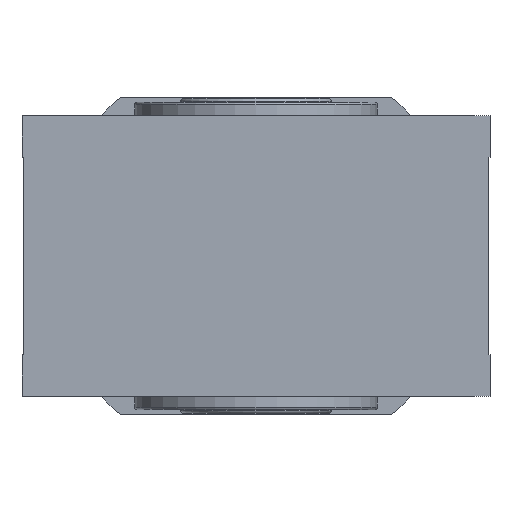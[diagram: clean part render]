
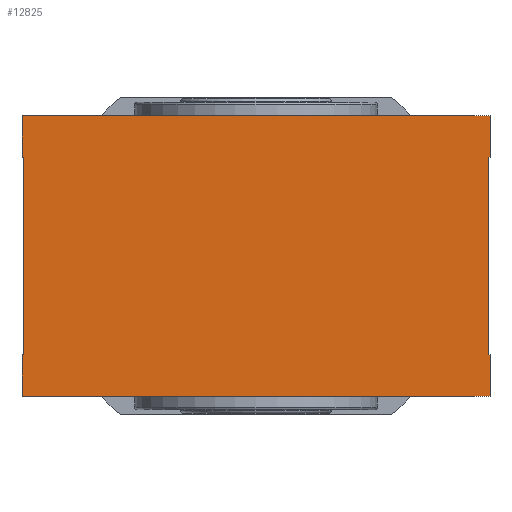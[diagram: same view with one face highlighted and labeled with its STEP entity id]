
A CAD part, front view. The second image highlights one B-rep face of the part: STEP entity #12825.
In plain terms, the highlighted planar face has unit normal (0, -1, 0).
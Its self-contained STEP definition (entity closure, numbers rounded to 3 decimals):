
#50=DIRECTION('',(-1.,0.,0.));
#51=VECTOR('',#50,280.);
#52=CARTESIAN_POINT('',(140.,-201.5,-84.));
#53=LINE('',#52,#51);
#987=DIRECTION('',(0.,0.,1.));
#988=VECTOR('',#987,25.);
#989=CARTESIAN_POINT('',(-140.,-201.5,-84.));
#990=LINE('',#989,#988);
#1025=DIRECTION('',(0.,0.,1.));
#1026=VECTOR('',#1025,118.);
#1027=CARTESIAN_POINT('',(139.,-201.5,-59.));
#1028=LINE('',#1027,#1026);
#1029=DIRECTION('',(-1.,0.,0.));
#1030=VECTOR('',#1029,1.);
#1031=CARTESIAN_POINT('',(140.,-201.5,-59.));
#1032=LINE('',#1031,#1030);
#1033=DIRECTION('',(0.,0.,1.));
#1034=VECTOR('',#1033,25.);
#1035=CARTESIAN_POINT('',(140.,-201.5,-84.));
#1036=LINE('',#1035,#1034);
#1037=DIRECTION('',(-1.,0.,0.));
#1038=VECTOR('',#1037,1.);
#1039=CARTESIAN_POINT('',(-139.,-201.5,-59.));
#1040=LINE('',#1039,#1038);
#1041=DIRECTION('',(0.,0.,-1.));
#1042=VECTOR('',#1041,118.);
#1043=CARTESIAN_POINT('',(-139.,-201.5,59.));
#1044=LINE('',#1043,#1042);
#1045=DIRECTION('',(1.,0.,0.));
#1046=VECTOR('',#1045,1.);
#1047=CARTESIAN_POINT('',(-140.,-201.5,59.));
#1048=LINE('',#1047,#1046);
#1049=DIRECTION('',(-1.,0.,0.));
#1050=VECTOR('',#1049,280.);
#1051=CARTESIAN_POINT('',(140.,-201.5,84.));
#1052=LINE('',#1051,#1050);
#1053=DIRECTION('',(0.,0.,1.));
#1054=VECTOR('',#1053,25.);
#1055=CARTESIAN_POINT('',(140.,-201.5,59.));
#1056=LINE('',#1055,#1054);
#1057=DIRECTION('',(1.,0.,0.));
#1058=VECTOR('',#1057,1.);
#1059=CARTESIAN_POINT('',(139.,-201.5,59.));
#1060=LINE('',#1059,#1058);
#2114=DIRECTION('',(0.,0.,1.));
#2115=VECTOR('',#2114,25.);
#2116=CARTESIAN_POINT('',(-140.,-201.5,59.));
#2117=LINE('',#2116,#2115);
#9699=CARTESIAN_POINT('',(-140.,-201.5,59.));
#9700=CARTESIAN_POINT('',(-139.,-201.5,59.));
#9701=VERTEX_POINT('',#9699);
#9702=VERTEX_POINT('',#9700);
#10248=CARTESIAN_POINT('',(-140.,-201.5,84.));
#10249=VERTEX_POINT('',#10248);
#10654=CARTESIAN_POINT('',(-140.,-201.5,-59.));
#10655=VERTEX_POINT('',#10654);
#11195=CARTESIAN_POINT('',(140.,-201.5,-84.));
#11196=CARTESIAN_POINT('',(140.,-201.5,-59.));
#11197=VERTEX_POINT('',#11195);
#11198=VERTEX_POINT('',#11196);
#11261=CARTESIAN_POINT('',(-139.,-201.5,-59.));
#11262=VERTEX_POINT('',#11261);
#11373=CARTESIAN_POINT('',(139.,-201.5,-59.));
#11375=VERTEX_POINT('',#11373);
#11665=CARTESIAN_POINT('',(140.,-201.5,59.));
#11666=CARTESIAN_POINT('',(140.,-201.5,84.));
#11667=VERTEX_POINT('',#11665);
#11668=VERTEX_POINT('',#11666);
#11905=CARTESIAN_POINT('',(-140.,-201.5,-84.));
#11906=VERTEX_POINT('',#11905);
#11933=CARTESIAN_POINT('',(139.,-201.5,59.));
#11934=VERTEX_POINT('',#11933);
#12796=CARTESIAN_POINT('',(140.,-201.5,84.));
#12797=DIRECTION('',(0.,1.,0.));
#12798=DIRECTION('',(-1.,0.,0.));
#12799=AXIS2_PLACEMENT_3D('',#12796,#12797,#12798);
#12800=PLANE('',#12799);
#12802=ORIENTED_EDGE('',*,*,#12801,.F.);
#12804=ORIENTED_EDGE('',*,*,#12803,.F.);
#12806=ORIENTED_EDGE('',*,*,#12805,.F.);
#12807=ORIENTED_EDGE('',*,*,#12298,.T.);
#12808=ORIENTED_EDGE('',*,*,#12768,.T.);
#12810=ORIENTED_EDGE('',*,*,#12809,.F.);
#12812=ORIENTED_EDGE('',*,*,#12811,.F.);
#12814=ORIENTED_EDGE('',*,*,#12813,.F.);
#12816=ORIENTED_EDGE('',*,*,#12815,.T.);
#12818=ORIENTED_EDGE('',*,*,#12817,.F.);
#12820=ORIENTED_EDGE('',*,*,#12819,.F.);
#12822=ORIENTED_EDGE('',*,*,#12821,.F.);
#12823=EDGE_LOOP('',(#12802,#12804,#12806,#12807,#12808,#12810,#12812,#12814,
#12816,#12818,#12820,#12822));
#12824=FACE_OUTER_BOUND('',#12823,.F.);
#12825=ADVANCED_FACE('',(#12824),#12800,.F.);
#12298=EDGE_CURVE('',#11197,#11906,#53,.T.);
#12768=EDGE_CURVE('',#11906,#10655,#990,.T.);
#12801=EDGE_CURVE('',#11375,#11934,#1028,.T.);
#12803=EDGE_CURVE('',#11198,#11375,#1032,.T.);
#12805=EDGE_CURVE('',#11197,#11198,#1036,.T.);
#12809=EDGE_CURVE('',#11262,#10655,#1040,.T.);
#12811=EDGE_CURVE('',#9702,#11262,#1044,.T.);
#12813=EDGE_CURVE('',#9701,#9702,#1048,.T.);
#12815=EDGE_CURVE('',#9701,#10249,#2117,.T.);
#12817=EDGE_CURVE('',#11668,#10249,#1052,.T.);
#12819=EDGE_CURVE('',#11667,#11668,#1056,.T.);
#12821=EDGE_CURVE('',#11934,#11667,#1060,.T.);
